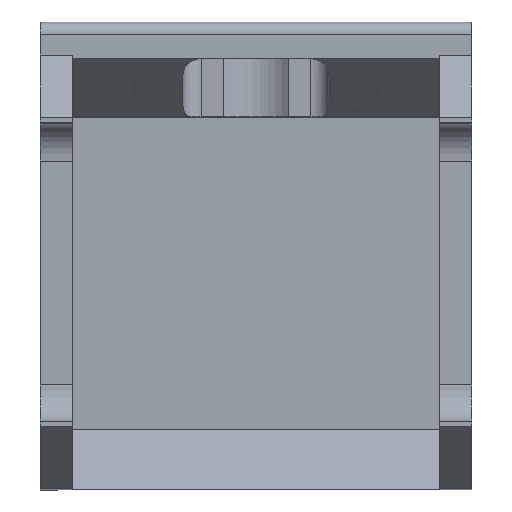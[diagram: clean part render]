
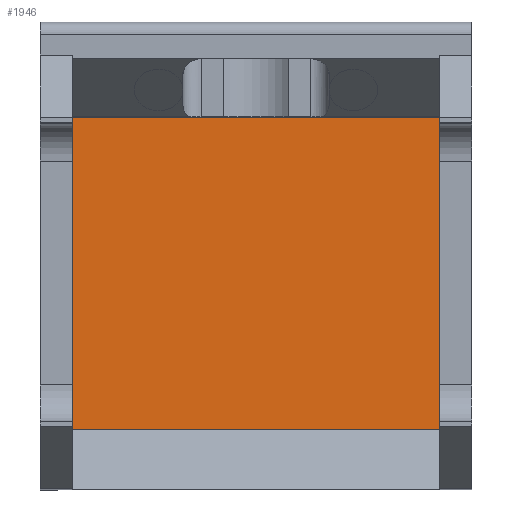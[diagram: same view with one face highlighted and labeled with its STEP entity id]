
A CAD part, top view. The second image highlights one B-rep face of the part: STEP entity #1946.
In plain terms, the highlighted planar face has unit normal (0, 0, 1).
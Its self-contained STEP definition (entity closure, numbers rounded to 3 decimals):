
#94=PLANE('',#2091);
#146=FACE_OUTER_BOUND('',#246,.T.);
#246=EDGE_LOOP('',(#1381,#1382,#1383,#1384));
#529=LINE('',#3003,#686);
#530=LINE('',#3005,#687);
#531=LINE('',#3007,#688);
#532=LINE('',#3008,#689);
#686=VECTOR('',#2399,10.);
#687=VECTOR('',#2400,10.);
#688=VECTOR('',#2401,10.);
#689=VECTOR('',#2402,10.);
#867=VERTEX_POINT('',#3001);
#868=VERTEX_POINT('',#3002);
#869=VERTEX_POINT('',#3004);
#870=VERTEX_POINT('',#3006);
#1077=EDGE_CURVE('',#867,#868,#529,.T.);
#1078=EDGE_CURVE('',#869,#867,#530,.T.);
#1079=EDGE_CURVE('',#870,#869,#531,.T.);
#1080=EDGE_CURVE('',#868,#870,#532,.T.);
#1381=ORIENTED_EDGE('',*,*,#1077,.F.);
#1382=ORIENTED_EDGE('',*,*,#1078,.F.);
#1383=ORIENTED_EDGE('',*,*,#1079,.F.);
#1384=ORIENTED_EDGE('',*,*,#1080,.F.);
#1946=ADVANCED_FACE('',(#146),#94,.T.);
#2091=AXIS2_PLACEMENT_3D('',#3000,#2397,#2398);
#2397=DIRECTION('center_axis',(0.,0.,
1.));
#2398=DIRECTION('ref_axis',(0.,1.,0.));
#2399=DIRECTION('',(0.,1.,0.));
#2400=DIRECTION('',(-1.,0.,0.));
#2401=DIRECTION('',(0.,-1.,0.));
#2402=DIRECTION('',(1.,0.,0.));
#3000=CARTESIAN_POINT('Origin',(16.8,-17.75,-5.35));
#3001=CARTESIAN_POINT('',(-12.831,-15.1,-5.35));
#3002=CARTESIAN_POINT('',(-12.831,15.1,-5.35));
#3003=CARTESIAN_POINT('',(-12.831,-17.75,-5.35));
#3004=CARTESIAN_POINT('',(12.831,-15.1,-5.35));
#3005=CARTESIAN_POINT('',(2.906,-15.1,-5.35));
#3006=CARTESIAN_POINT('',(12.831,15.1,-5.35));
#3007=CARTESIAN_POINT('',(12.831,-17.75,-5.35));
#3008=CARTESIAN_POINT('',(2.906,15.1,-5.35));
